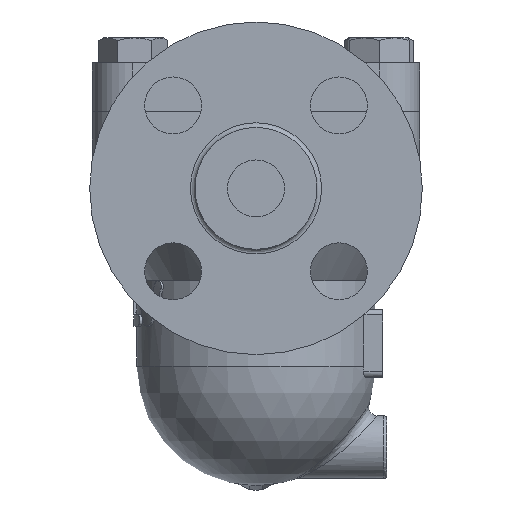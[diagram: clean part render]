
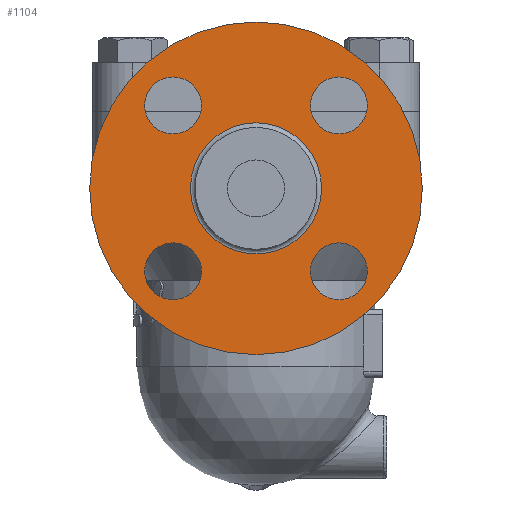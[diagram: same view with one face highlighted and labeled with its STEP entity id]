
A CAD part, left-side view. The second image highlights one B-rep face of the part: STEP entity #1104.
In plain terms, the highlighted planar face has unit normal (-1, 0, 0).
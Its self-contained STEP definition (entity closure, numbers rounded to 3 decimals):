
#1018=CARTESIAN_POINT('',(-120.4,0.,-3.95));
#1019=VERTEX_POINT('',#1018);
#1020=CARTESIAN_POINT('',(-120.4,0.0,-27.));
#1021=DIRECTION('',(-1.0,0.0,0.0));
#1022=DIRECTION('',(0.0,0.0,-1.0));
#1023=AXIS2_PLACEMENT_3D('',#1020,#1021,#1022);
#1024=CIRCLE('',#1023,23.05);
#1025=EDGE_CURVE('',#1019,#1019,#1024,.T.);
#1041=CARTESIAN_POINT('',(-120.4,0.0,12.975));
#1042=DIRECTION('',(-1.0,0.0,0.0));
#1043=DIRECTION('',(0.0,0.0,1.0));
#1044=AXIS2_PLACEMENT_3D('',#1041,#1042,#1043);
#1045=PLANE('',#1044);
#1046=CARTESIAN_POINT('',(-120.4,0.0,31.5));
#1047=VERTEX_POINT('',#1046);
#1048=CARTESIAN_POINT('',(-120.4,0.0,-27.));
#1049=DIRECTION('',(-1.0,0.0,0.0));
#1050=DIRECTION('',(0.0,0.0,1.0));
#1051=AXIS2_PLACEMENT_3D('',#1048,#1049,#1050);
#1052=CIRCLE('',#1051,58.5);
#1053=EDGE_CURVE('',#1047,#1047,#1052,.T.);
#1054=ORIENTED_EDGE('',*,*,#1053,.T.);
#1055=EDGE_LOOP('',(#1054));
#1056=FACE_OUTER_BOUND('',#1055,.T.);
#1057=CARTESIAN_POINT('',(-120.4,-29.168,12.168));
#1058=VERTEX_POINT('',#1057);
#1059=CARTESIAN_POINT('',(-120.4,-29.168,2.168));
#1060=DIRECTION('',(1.0,0.0,0.0));
#1061=DIRECTION('',(0.0,0.0,1.0));
#1062=AXIS2_PLACEMENT_3D('',#1059,#1060,#1061);
#1063=CIRCLE('',#1062,10.0);
#1064=EDGE_CURVE('',#1058,#1058,#1063,.T.);
#1065=ORIENTED_EDGE('',*,*,#1064,.T.);
#1066=EDGE_LOOP('',(#1065));
#1067=FACE_BOUND('',#1066,.T.);
#1068=CARTESIAN_POINT('',(-120.4,39.168,2.168));
#1069=VERTEX_POINT('',#1068);
#1070=CARTESIAN_POINT('',(-120.4,29.168,2.168));
#1071=DIRECTION('',(1.0,0.0,0.0));
#1072=DIRECTION('',(0.0,1.0,0.0));
#1073=AXIS2_PLACEMENT_3D('',#1070,#1071,#1072);
#1074=CIRCLE('',#1073,10.0);
#1075=EDGE_CURVE('',#1069,#1069,#1074,.T.);
#1076=ORIENTED_EDGE('',*,*,#1075,.T.);
#1077=EDGE_LOOP('',(#1076));
#1078=FACE_BOUND('',#1077,.T.);
#1079=CARTESIAN_POINT('',(-120.4,29.168,-66.168));
#1080=VERTEX_POINT('',#1079);
#1081=CARTESIAN_POINT('',(-120.4,29.168,-56.168));
#1082=DIRECTION('',(1.0,0.0,0.0));
#1083=DIRECTION('',(0.0,0.0,-1.0));
#1084=AXIS2_PLACEMENT_3D('',#1081,#1082,#1083);
#1085=CIRCLE('',#1084,10.0);
#1086=EDGE_CURVE('',#1080,#1080,#1085,.T.);
#1087=ORIENTED_EDGE('',*,*,#1086,.T.);
#1088=EDGE_LOOP('',(#1087));
#1089=FACE_BOUND('',#1088,.T.);
#1090=CARTESIAN_POINT('',(-120.4,-39.168,-56.168));
#1091=VERTEX_POINT('',#1090);
#1092=CARTESIAN_POINT('',(-120.4,-29.168,-56.168));
#1093=DIRECTION('',(1.0,0.0,0.0));
#1094=DIRECTION('',(0.0,-1.0,0.0));
#1095=AXIS2_PLACEMENT_3D('',#1092,#1093,#1094);
#1096=CIRCLE('',#1095,10.0);
#1097=EDGE_CURVE('',#1091,#1091,#1096,.T.);
#1098=ORIENTED_EDGE('',*,*,#1097,.T.);
#1099=EDGE_LOOP('',(#1098));
#1100=FACE_BOUND('',#1099,.T.);
#1101=ORIENTED_EDGE('',*,*,#1025,.F.);
#1102=EDGE_LOOP('',(#1101));
#1103=FACE_BOUND('',#1102,.T.);
#1104=ADVANCED_FACE('',(#1056,#1067,#1078,#1089,#1100,#1103),#1045,.T.);
